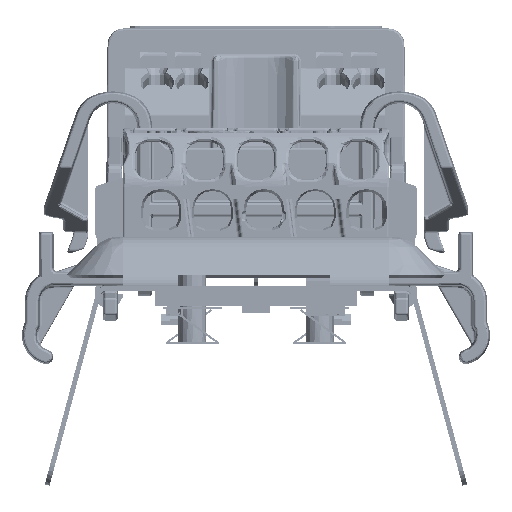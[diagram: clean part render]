
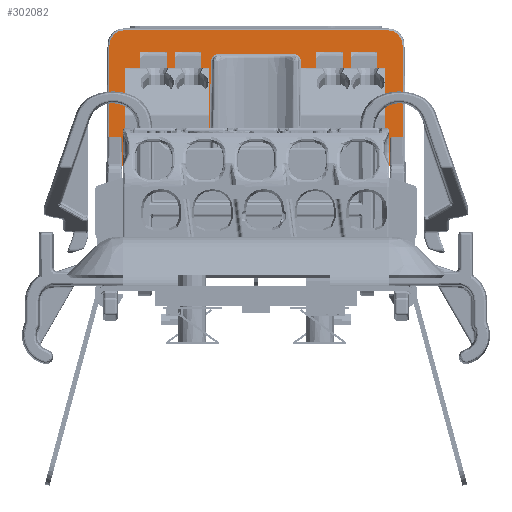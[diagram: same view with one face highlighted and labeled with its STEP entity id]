
A CAD part, front view. The second image highlights one B-rep face of the part: STEP entity #302082.
In plain terms, the highlighted planar face has unit normal (0, -1, 0.026).
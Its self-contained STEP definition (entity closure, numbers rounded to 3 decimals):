
#1421=ELLIPSE('',#322071,0.2,0.2);
#1422=ELLIPSE('',#322072,0.2,0.2);
#5614=B_SPLINE_CURVE_WITH_KNOTS('',3,(#525987,#525988,#525989,#525990,#525991,
#525992,#525993,#525994,#525995,#525996),.UNSPECIFIED.,.F.,.F.,(4,2,2,2,
4),(4.721,5.112,5.502,5.893,
6.283),.UNSPECIFIED.);
#5615=B_SPLINE_CURVE_WITH_KNOTS('',3,(#526000,#526001,#526002,#526003,#526004,
#526005,#526006,#526007,#526008,#526009),.UNSPECIFIED.,.F.,.F.,(4,2,2,2,
4),(3.142,3.532,3.923,4.313,
4.704),.UNSPECIFIED.);
#5616=B_SPLINE_CURVE_WITH_KNOTS('',3,(#526020,#526021,#526022,#526023,#526024,
#526025),.UNSPECIFIED.,.F.,.F.,(4,2,4),(1.588,2.365,
3.142),.UNSPECIFIED.);
#5617=B_SPLINE_CURVE_WITH_KNOTS('',3,(#526029,#526030,#526031,#526032,#526033,
#526034),.UNSPECIFIED.,.F.,.F.,(4,2,4),(3.142,3.918,
4.695),.UNSPECIFIED.);
#11458=PLANE('',#322070);
#25723=FACE_OUTER_BOUND('',#42694,.T.);
#42694=EDGE_LOOP('',(#240708,#240709,#240710,#240711,#240712,#240713,#240714,
#240715,#240716,#240717,#240718,#240719,#240720,#240721,#240722,#240723,
#240724,#240725));
#66697=LINE('',#525978,#101850);
#66698=LINE('',#525983,#101851);
#66699=LINE('',#525985,#101852);
#66700=LINE('',#525998,#101853);
#66701=LINE('',#526010,#101854);
#66702=LINE('',#526014,#101855);
#66703=LINE('',#526016,#101856);
#66704=LINE('',#526018,#101857);
#66705=LINE('',#526027,#101858);
#66706=LINE('',#526036,#101859);
#66707=LINE('',#526038,#101860);
#66708=LINE('',#526040,#101861);
#101850=VECTOR('',#369011,1000.);
#101851=VECTOR('',#369016,1000.);
#101852=VECTOR('',#369017,1000.);
#101853=VECTOR('',#369018,1000.);
#101854=VECTOR('',#369019,1000.);
#101855=VECTOR('',#369022,1000.);
#101856=VECTOR('',#369023,1000.);
#101857=VECTOR('',#369024,1000.);
#101858=VECTOR('',#369025,1000.);
#101859=VECTOR('',#369026,1000.);
#101860=VECTOR('',#369027,1000.);
#101861=VECTOR('',#369028,1000.);
#141302=VERTEX_POINT('',#525975);
#141303=VERTEX_POINT('',#525977);
#141304=VERTEX_POINT('',#525981);
#141305=VERTEX_POINT('',#525982);
#141306=VERTEX_POINT('',#525984);
#141307=VERTEX_POINT('',#525986);
#141308=VERTEX_POINT('',#525997);
#141309=VERTEX_POINT('',#525999);
#141310=VERTEX_POINT('',#526011);
#141311=VERTEX_POINT('',#526013);
#141312=VERTEX_POINT('',#526015);
#141313=VERTEX_POINT('',#526017);
#141314=VERTEX_POINT('',#526019);
#141315=VERTEX_POINT('',#526026);
#141316=VERTEX_POINT('',#526028);
#141317=VERTEX_POINT('',#526035);
#141318=VERTEX_POINT('',#526037);
#141319=VERTEX_POINT('',#526039);
#176940=EDGE_CURVE('',#141302,#141303,#66697,.T.);
#176942=EDGE_CURVE('',#141304,#141305,#66698,.T.);
#176943=EDGE_CURVE('',#141304,#141306,#66699,.T.);
#176944=EDGE_CURVE('',#141306,#141307,#5614,.T.);
#176945=EDGE_CURVE('',#141307,#141308,#66700,.T.);
#176946=EDGE_CURVE('',#141308,#141309,#5615,.T.);
#176947=EDGE_CURVE('',#141309,#141303,#66701,.T.);
#176948=EDGE_CURVE('',#141302,#141310,#1421,.T.);
#176949=EDGE_CURVE('',#141310,#141311,#66702,.T.);
#176950=EDGE_CURVE('',#141311,#141312,#66703,.T.);
#176951=EDGE_CURVE('',#141312,#141313,#66704,.T.);
#176952=EDGE_CURVE('',#141313,#141314,#5616,.T.);
#176953=EDGE_CURVE('',#141314,#141315,#66705,.T.);
#176954=EDGE_CURVE('',#141315,#141316,#5617,.T.);
#176955=EDGE_CURVE('',#141316,#141317,#66706,.T.);
#176956=EDGE_CURVE('',#141317,#141318,#66707,.T.);
#176957=EDGE_CURVE('',#141319,#141318,#66708,.T.);
#176958=EDGE_CURVE('',#141305,#141319,#1422,.T.);
#240708=ORIENTED_EDGE('',*,*,#176942,.F.);
#240709=ORIENTED_EDGE('',*,*,#176943,.T.);
#240710=ORIENTED_EDGE('',*,*,#176944,.T.);
#240711=ORIENTED_EDGE('',*,*,#176945,.T.);
#240712=ORIENTED_EDGE('',*,*,#176946,.T.);
#240713=ORIENTED_EDGE('',*,*,#176947,.T.);
#240714=ORIENTED_EDGE('',*,*,#176940,.F.);
#240715=ORIENTED_EDGE('',*,*,#176948,.T.);
#240716=ORIENTED_EDGE('',*,*,#176949,.T.);
#240717=ORIENTED_EDGE('',*,*,#176950,.T.);
#240718=ORIENTED_EDGE('',*,*,#176951,.T.);
#240719=ORIENTED_EDGE('',*,*,#176952,.T.);
#240720=ORIENTED_EDGE('',*,*,#176953,.T.);
#240721=ORIENTED_EDGE('',*,*,#176954,.T.);
#240722=ORIENTED_EDGE('',*,*,#176955,.T.);
#240723=ORIENTED_EDGE('',*,*,#176956,.T.);
#240724=ORIENTED_EDGE('',*,*,#176957,.F.);
#240725=ORIENTED_EDGE('',*,*,#176958,.F.);
#302082=ADVANCED_FACE('',(#25723),#11458,.T.);
#322070=AXIS2_PLACEMENT_3D('',#525980,#369014,#369015);
#322071=AXIS2_PLACEMENT_3D('',#526012,#369020,#369021);
#322072=AXIS2_PLACEMENT_3D('',#526041,#369029,#369030);
#369011=DIRECTION('',(-1.,0.,0.));
#369014=DIRECTION('center_axis',(0.,-1.,
0.026));
#369015=DIRECTION('ref_axis',(0.,-0.026,
-1.));
#369016=DIRECTION('',(-1.,0.,0.));
#369017=DIRECTION('',(-0.009,0.026,1.));
#369018=DIRECTION('',(-1.,0.,0.));
#369019=DIRECTION('',(-0.009,-0.026,-1.));
#369020=DIRECTION('center_axis',(0.,-1.,
0.026));
#369021=DIRECTION('ref_axis',(0.,-0.026,
-1.));
#369022=DIRECTION('',(0.035,0.026,0.999));
#369023=DIRECTION('',(1.,0.,0.));
#369024=DIRECTION('',(0.017,0.026,1.));
#369025=DIRECTION('',(1.,0.,0.));
#369026=DIRECTION('',(0.017,-0.026,-1.));
#369027=DIRECTION('',(1.,0.,0.));
#369028=DIRECTION('',(-0.035,0.026,0.999));
#369029=DIRECTION('center_axis',(0.,1.,
-0.026));
#369030=DIRECTION('ref_axis',(0.,-0.026,
-1.));
#525975=CARTESIAN_POINT('',(-14.829,-496.1,5.085));
#525977=CARTESIAN_POINT('',(-15.,-496.1,5.085));
#525978=CARTESIAN_POINT('',(-15.2,-496.1,5.085));
#525980=CARTESIAN_POINT('Origin',(-15.2,-496.1,5.085));
#525981=CARTESIAN_POINT('',(15.,-496.1,5.085));
#525982=CARTESIAN_POINT('',(14.829,-496.1,5.085));
#525983=CARTESIAN_POINT('',(-15.2,-496.1,5.085));
#525984=CARTESIAN_POINT('',(14.831,-495.594,24.404));
#525985=CARTESIAN_POINT('',(14.998,-496.093,5.349));
#525986=CARTESIAN_POINT('',(13.332,-495.555,25.89));
#525987=CARTESIAN_POINT('Ctrl Pts',(14.831,-495.594,
24.404));
#525988=CARTESIAN_POINT('Ctrl Pts',(14.83,-495.589,
24.599));
#525989=CARTESIAN_POINT('Ctrl Pts',(14.789,-495.584,24.794));
#525990=CARTESIAN_POINT('Ctrl Pts',(14.638,-495.574,
25.153));
#525991=CARTESIAN_POINT('Ctrl Pts',(14.526,-495.57,
25.318));
#525992=CARTESIAN_POINT('Ctrl Pts',(14.249,-495.563,25.593));
#525993=CARTESIAN_POINT('Ctrl Pts',(14.083,-495.56,
25.703));
#525994=CARTESIAN_POINT('Ctrl Pts',(13.722,-495.556,
25.852));
#525995=CARTESIAN_POINT('Ctrl Pts',(13.527,-495.555,25.89));
#525996=CARTESIAN_POINT('Ctrl Pts',(13.332,-495.555,
25.89));
#525997=CARTESIAN_POINT('',(-13.332,-495.555,25.89));
#525998=CARTESIAN_POINT('',(-15.2,-495.555,25.89));
#525999=CARTESIAN_POINT('',(-14.831,-495.594,24.404));
#526000=CARTESIAN_POINT('Ctrl Pts',(-13.332,-495.555,
25.89));
#526001=CARTESIAN_POINT('Ctrl Pts',(-13.527,-495.555,
25.89));
#526002=CARTESIAN_POINT('Ctrl Pts',(-13.722,-495.556,
25.852));
#526003=CARTESIAN_POINT('Ctrl Pts',(-14.083,-495.56,
25.703));
#526004=CARTESIAN_POINT('Ctrl Pts',(-14.249,-495.563,
25.593));
#526005=CARTESIAN_POINT('Ctrl Pts',(-14.526,-495.57,
25.318));
#526006=CARTESIAN_POINT('Ctrl Pts',(-14.638,-495.574,
25.153));
#526007=CARTESIAN_POINT('Ctrl Pts',(-14.789,-495.584,
24.794));
#526008=CARTESIAN_POINT('Ctrl Pts',(-14.83,-495.589,
24.599));
#526009=CARTESIAN_POINT('Ctrl Pts',(-14.831,-495.594,
24.404));
#526010=CARTESIAN_POINT('',(-15.,-496.1,5.083));
#526011=CARTESIAN_POINT('',(-14.629,-496.095,5.278));
#526012=CARTESIAN_POINT('Origin',(-14.829,-496.095,5.285));
#526013=CARTESIAN_POINT('',(-14.388,-495.914,12.185));
#526014=CARTESIAN_POINT('',(-14.629,-496.095,5.283));
#526015=CARTESIAN_POINT('',(-4.75,-495.914,12.185));
#526016=CARTESIAN_POINT('',(-15.2,-495.914,12.185));
#526017=CARTESIAN_POINT('',(-4.565,-495.636,22.792));
#526018=CARTESIAN_POINT('',(-4.565,-495.636,22.798));
#526019=CARTESIAN_POINT('',(-3.815,-495.617,23.529));
#526020=CARTESIAN_POINT('Ctrl Pts',(-4.565,-495.636,
22.792));
#526021=CARTESIAN_POINT('Ctrl Pts',(-4.561,-495.631,
22.986));
#526022=CARTESIAN_POINT('Ctrl Pts',(-4.479,-495.626,
23.177));
#526023=CARTESIAN_POINT('Ctrl Pts',(-4.202,-495.619,
23.45));
#526024=CARTESIAN_POINT('Ctrl Pts',(-4.01,-495.617,
23.529));
#526025=CARTESIAN_POINT('Ctrl Pts',(-3.815,-495.617,
23.529));
#526026=CARTESIAN_POINT('',(3.815,-495.617,23.529));
#526027=CARTESIAN_POINT('',(3.815,-495.617,23.529));
#526028=CARTESIAN_POINT('',(4.565,-495.636,22.792));
#526029=CARTESIAN_POINT('Ctrl Pts',(3.815,-495.617,
23.529));
#526030=CARTESIAN_POINT('Ctrl Pts',(4.01,-495.617,
23.529));
#526031=CARTESIAN_POINT('Ctrl Pts',(4.202,-495.619,
23.45));
#526032=CARTESIAN_POINT('Ctrl Pts',(4.479,-495.626,
23.177));
#526033=CARTESIAN_POINT('Ctrl Pts',(4.561,-495.631,22.986));
#526034=CARTESIAN_POINT('Ctrl Pts',(4.565,-495.636,
22.792));
#526035=CARTESIAN_POINT('',(4.75,-495.914,12.185));
#526036=CARTESIAN_POINT('',(4.75,-495.914,12.19));
#526037=CARTESIAN_POINT('',(14.388,-495.914,12.185));
#526038=CARTESIAN_POINT('',(-15.2,-495.914,12.185));
#526039=CARTESIAN_POINT('',(14.629,-496.095,5.278));
#526040=CARTESIAN_POINT('',(14.629,-496.095,5.283));
#526041=CARTESIAN_POINT('Origin',(14.829,-496.095,5.285));
